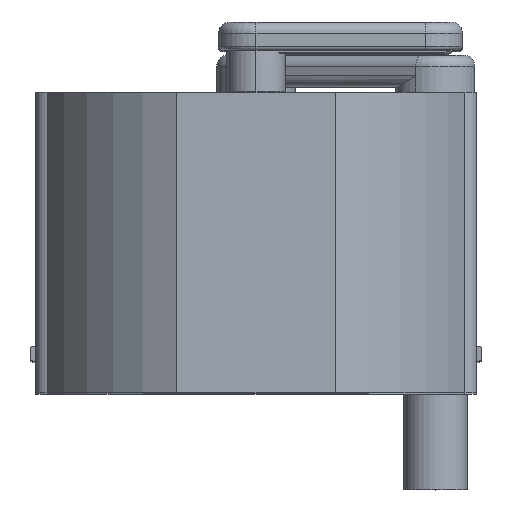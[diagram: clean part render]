
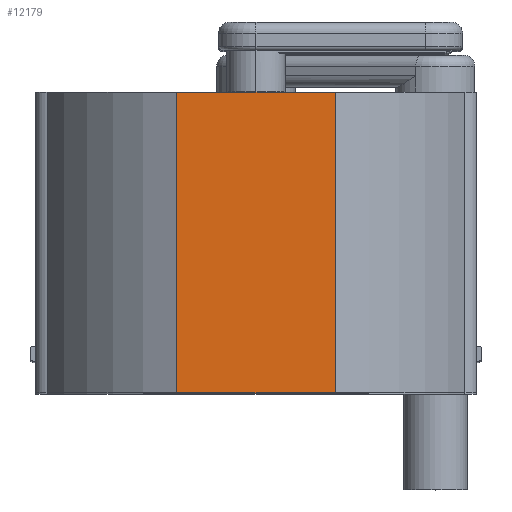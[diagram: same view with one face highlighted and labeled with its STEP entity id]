
A CAD part, top view. The second image highlights one B-rep face of the part: STEP entity #12179.
In plain terms, the highlighted face is planar.
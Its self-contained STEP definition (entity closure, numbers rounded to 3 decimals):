
#242 = LINE ( 'NONE', #2327, #1712 ) ;
#344 = ORIENTED_EDGE ( 'NONE', *, *, #381, .F. ) ;
#381 = EDGE_CURVE ( 'NONE', #20179, #21385, #242, .T. ) ;
#1712 = VECTOR ( 'NONE', #15289, 1000. ) ;
#1749 = ORIENTED_EDGE ( 'NONE', *, *, #12698, .T. ) ;
#2327 = CARTESIAN_POINT ( 'NONE',  ( -42.307, -112.5, -197.987 ) ) ;
#2988 = DIRECTION ( 'NONE',  ( 0., 0., 1. ) ) ;
#4638 = LINE ( 'NONE', #23287, #5332 ) ;
#5332 = VECTOR ( 'NONE', #10206, 1000. ) ;
#6384 = CARTESIAN_POINT ( 'NONE',  ( -34.433, -112.5, -80. ) ) ;
#6495 = AXIS2_PLACEMENT_3D ( 'NONE', #14480, #22014, #2988 ) ;
#7055 = VERTEX_POINT ( 'NONE', #9084 ) ;
#7220 = EDGE_CURVE ( 'NONE', #21385, #18162, #8392, .T. ) ;
#8392 = LINE ( 'NONE', #23953, #24395 ) ;
#8597 = DIRECTION ( 'NONE',  ( 1., 0., 0. ) ) ;
#8827 = FACE_OUTER_BOUND ( 'NONE', #22055, .T. ) ;
#9084 = CARTESIAN_POINT ( 'NONE',  ( 42.307, -112.5, -80. ) ) ;
#10206 = DIRECTION ( 'NONE',  ( 0., 0., 1. ) ) ;
#10476 = CARTESIAN_POINT ( 'NONE',  ( 42.307, -112.5, 80. ) ) ;
#11357 = ORIENTED_EDGE ( 'NONE', *, *, #22709, .T. ) ;
#12027 = LINE ( 'NONE', #6384, #16996 ) ;
#12179 = ADVANCED_FACE ( 'NONE', ( #8827 ), #19922, .F. ) ;
#12698 = EDGE_CURVE ( 'NONE', #7055, #18162, #4638, .T. ) ;
#13272 = CARTESIAN_POINT ( 'NONE',  ( -42.307, -112.5, 80. ) ) ;
#14480 = CARTESIAN_POINT ( 'NONE',  ( -34.433, -112.5, 80. ) ) ;
#15289 = DIRECTION ( 'NONE',  ( 0., 0., 1. ) ) ;
#15445 = CARTESIAN_POINT ( 'NONE',  ( -42.307, -112.5, -80. ) ) ;
#16550 = DIRECTION ( 'NONE',  ( 1., 0., 0. ) ) ;
#16996 = VECTOR ( 'NONE', #8597, 1000. ) ;
#18162 = VERTEX_POINT ( 'NONE', #10476 ) ;
#19922 = PLANE ( 'NONE',  #6495 ) ;
#20179 = VERTEX_POINT ( 'NONE', #15445 ) ;
#21385 = VERTEX_POINT ( 'NONE', #13272 ) ;
#22014 = DIRECTION ( 'NONE',  ( 0., 1., 0. ) ) ;
#22055 = EDGE_LOOP ( 'NONE', ( #11357, #1749, #22880, #344 ) ) ;
#22709 = EDGE_CURVE ( 'NONE', #20179, #7055, #12027, .T. ) ;
#22880 = ORIENTED_EDGE ( 'NONE', *, *, #7220, .F. ) ;
#23287 = CARTESIAN_POINT ( 'NONE',  ( 42.307, -112.5, -197.987 ) ) ;
#23953 = CARTESIAN_POINT ( 'NONE',  ( -34.433, -112.5, 80. ) ) ;
#24395 = VECTOR ( 'NONE', #16550, 1000. ) ;
